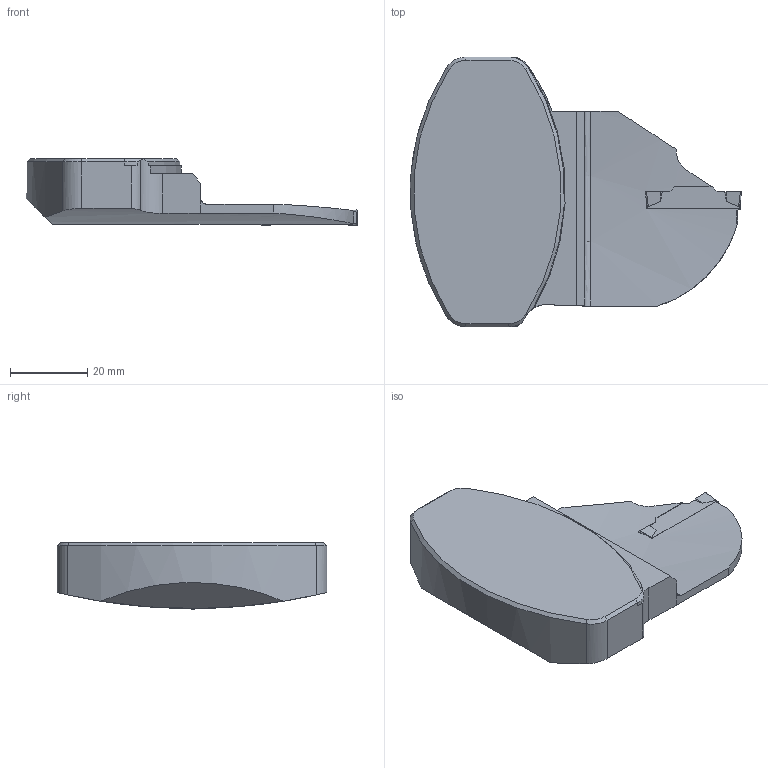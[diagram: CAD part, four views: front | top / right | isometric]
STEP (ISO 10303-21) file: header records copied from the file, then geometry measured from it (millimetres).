
FILE_DESCRIPTION(/* description */ (''),/* implementation_level */ '2;1');
FILE_NAME(/* name */ '1662641555103.stp',/* time_stamp */ '2022-09-08T14:52:43+02:00',/* author */ (''),/* organization */ ('SMS'),/* preprocessor_version */ 'ST-DEVELOPER v16.7',/* originating_system */ 'SIEMENS PLM Software NX 12.0',/* authorisation */ '');
FILE_SCHEMA (('AUTOMOTIVE_DESIGN { 1 0 10303 214 3 1 1 1 }'));
Length unit declared in the file: millimetre
Products named in the file (4): 204177158nuc000_00; ASSEMBLY_CONSTRUCTION; 204295285mod000_00; 204295283mod000_00
Assembly tree (3 placements, depth 2):
  204295283mod000_00
    204295285mod000_00
    ASSEMBLY_CONSTRUCTION
    204177158nuc000_00
Bounding box: 85.96 x 70 x 17.32 mm (x, y, z)
Volume: 45058.1 mm3; surface area: 11723.8 mm2
Topology: 2 solids, 3 shells, 78 faces, 213 edges, 147 vertices
Faces by surface type: plane 39, cylinder 19, cone 9, bspline 6, extrusion 4, torus 1
Entity records: 3687 total; most frequent: CARTESIAN_POINT 1616, ORIENTED_EDGE 418, DIRECTION 373, EDGE_CURVE 209, VERTEX_POINT 138, AXIS2_PLACEMENT_3D 128, VECTOR 117, LINE 113
